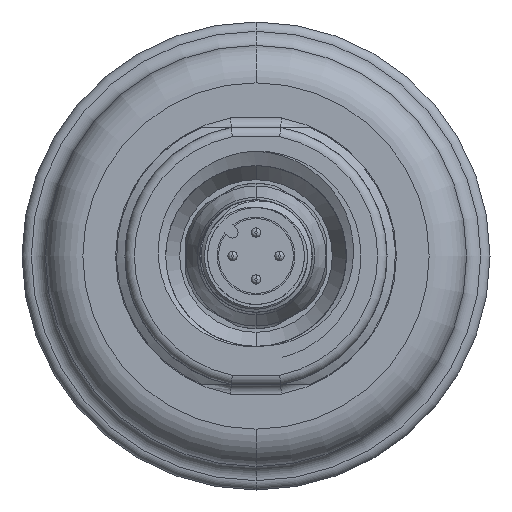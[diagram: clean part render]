
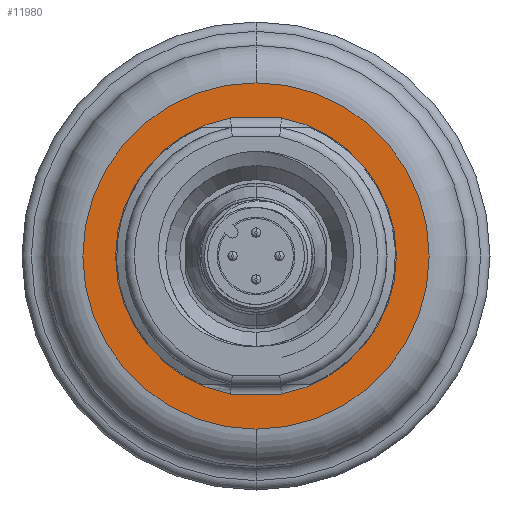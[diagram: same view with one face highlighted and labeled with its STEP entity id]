
A CAD part, front view. The second image highlights one B-rep face of the part: STEP entity #11980.
In plain terms, the highlighted planar face has unit normal (0, -1, 0).
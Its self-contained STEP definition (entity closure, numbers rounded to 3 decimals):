
#2242=CARTESIAN_POINT('',(0.,-3.,0.));
#2243=DIRECTION('',(0.,-1.,0.));
#2244=DIRECTION('',(0.,0.,-1.));
#2245=AXIS2_PLACEMENT_3D('',#2242,#2243,#2244);
#2247=CARTESIAN_POINT('',(0.,-3.,0.));
#2248=DIRECTION('',(0.,-1.,0.));
#2249=DIRECTION('',(0.,0.,1.));
#2250=AXIS2_PLACEMENT_3D('',#2247,#2248,#2249);
#2252=CARTESIAN_POINT('',(0.,-3.,0.));
#2253=DIRECTION('',(0.,-1.,0.));
#2254=DIRECTION('',(-0.182,0.,0.983));
#2255=AXIS2_PLACEMENT_3D('',#2252,#2253,#2254);
#2257=DIRECTION('',(1.,0.,0.));
#2258=VECTOR('',#2257,5.454);
#2259=CARTESIAN_POINT('',(-2.727,-3.,-14.75));
#2260=LINE('',#2259,#2258);
#2261=CARTESIAN_POINT('',(0.,-3.,0.));
#2262=DIRECTION('',(0.,-1.,0.));
#2263=DIRECTION('',(0.182,0.,-0.983));
#2264=AXIS2_PLACEMENT_3D('',#2261,#2262,#2263);
#2266=DIRECTION('',(-1.,0.,0.));
#2267=VECTOR('',#2266,5.454);
#2268=CARTESIAN_POINT('',(2.727,-3.,14.75));
#2269=LINE('',#2268,#2267);
#9382=CARTESIAN_POINT('',(-2.727,-3.,14.75));
#9383=CARTESIAN_POINT('',(-2.727,-3.,-14.75));
#9384=VERTEX_POINT('',#9382);
#9385=VERTEX_POINT('',#9383);
#9390=CARTESIAN_POINT('',(2.727,-3.,-14.75));
#9391=CARTESIAN_POINT('',(2.727,-3.,14.75));
#9392=VERTEX_POINT('',#9390);
#9393=VERTEX_POINT('',#9391);
#9642=CARTESIAN_POINT('',(0.,-3.,-18.5));
#9643=CARTESIAN_POINT('',(0.,-3.,18.5));
#9644=VERTEX_POINT('',#9642);
#9645=VERTEX_POINT('',#9643);
#11960=CARTESIAN_POINT('',(0.,-3.,0.));
#11961=DIRECTION('',(0.,-1.,0.));
#11962=DIRECTION('',(0.,0.,1.));
#11963=AXIS2_PLACEMENT_3D('',#11960,#11961,#11962);
#11964=PLANE('',#11963);
#11966=ORIENTED_EDGE('',*,*,#11965,.F.);
#11968=ORIENTED_EDGE('',*,*,#11967,.F.);
#11969=EDGE_LOOP('',(#11966,#11968));
#11970=FACE_OUTER_BOUND('',#11969,.F.);
#11971=ORIENTED_EDGE('',*,*,#11950,.T.);
#11973=ORIENTED_EDGE('',*,*,#11972,.T.);
#11975=ORIENTED_EDGE('',*,*,#11974,.T.);
#11977=ORIENTED_EDGE('',*,*,#11976,.T.);
#11978=EDGE_LOOP('',(#11971,#11973,#11975,#11977));
#11979=FACE_BOUND('',#11978,.F.);
#11980=ADVANCED_FACE('',(#11970,#11979),#11964,.T.);
#2246=CIRCLE('',#2245,18.5);
#2251=CIRCLE('',#2250,18.5);
#2256=CIRCLE('',#2255,15.);
#2265=CIRCLE('',#2264,15.);
#11950=EDGE_CURVE('',#9384,#9385,#2256,.T.);
#11965=EDGE_CURVE('',#9644,#9645,#2246,.T.);
#11967=EDGE_CURVE('',#9645,#9644,#2251,.T.);
#11972=EDGE_CURVE('',#9385,#9392,#2260,.T.);
#11974=EDGE_CURVE('',#9392,#9393,#2265,.T.);
#11976=EDGE_CURVE('',#9393,#9384,#2269,.T.);
